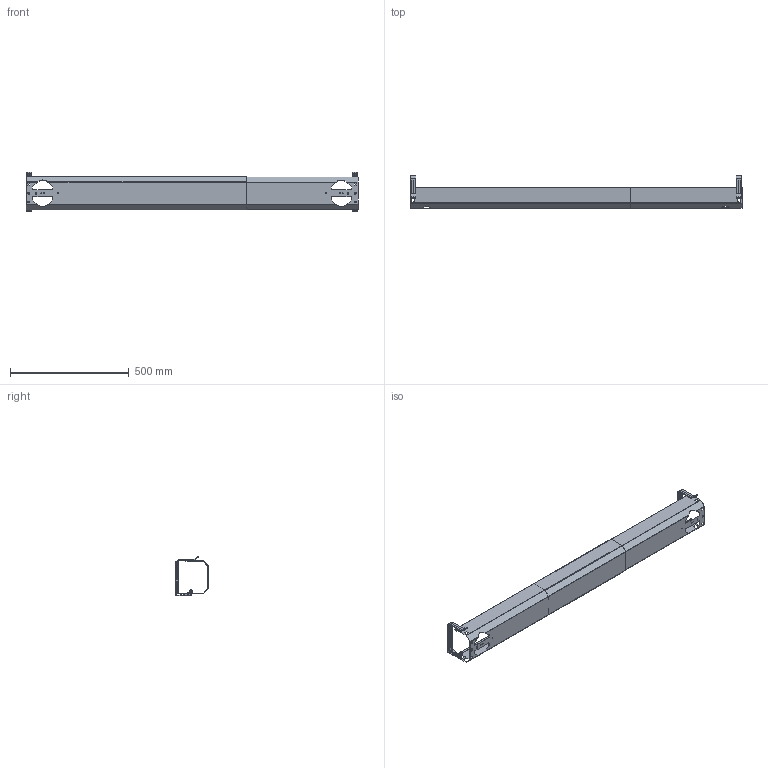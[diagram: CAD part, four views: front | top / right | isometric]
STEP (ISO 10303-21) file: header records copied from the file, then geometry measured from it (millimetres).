
FILE_DESCRIPTION (( 'STEP AP203' ), '1' );
FILE_NAME ('505310xxx_Swedstyle Cable Tray -22.STEP', '2022-02-01T14:43:50', ( '' ), ( '' ), 'SwSTEP 2.0', 'SolidWorks 2021', '' );
FILE_SCHEMA (( 'CONFIG_CONTROL_DESIGN' ));
Length unit declared in the file: millimetre
Products named in the file (1): 505310xxx_Swedstyle Cable Tray -22
Bounding box: 1400 x 138.93 x 167.48 mm (x, y, z)
Surface area: 1142212.3 mm2 (no closed solid volume)
Topology: 0 solids, 8 shells, 840 faces, 3027 edges, 2093 vertices
Faces by surface type: plane 495, cylinder 169, cone 103, torus 52, bspline 21
Entity records: 32706 total; most frequent: CARTESIAN_POINT 8342, DIRECTION 4805, ORIENTED_EDGE 4649, EDGE_CURVE 3027, VERTEX_POINT 2093, LINE 1929, VECTOR 1929, AXIS2_PLACEMENT_3D 1438
